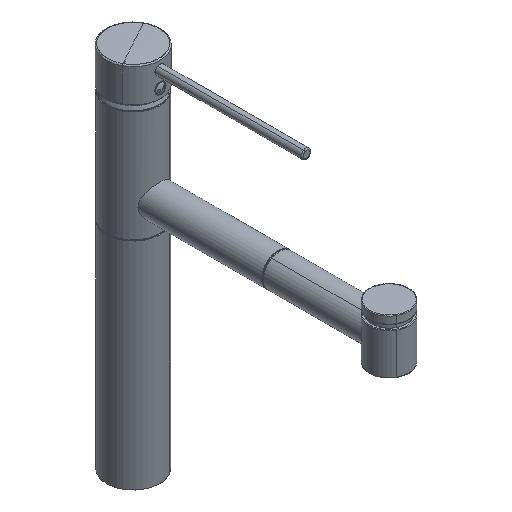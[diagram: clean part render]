
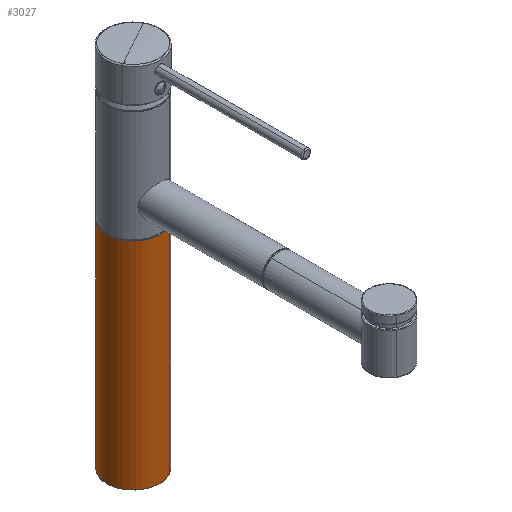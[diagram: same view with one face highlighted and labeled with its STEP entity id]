
A CAD part, isometric view. The second image highlights one B-rep face of the part: STEP entity #3027.
In plain terms, the highlighted cylindrical face has radius 22.9 mm (diameter 45.8 mm), a partial arc.
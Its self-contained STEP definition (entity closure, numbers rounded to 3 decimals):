
#2988=CARTESIAN_POINT('Axis2P3D Location',(0.,0.,-81.85)) ;
#2993=CARTESIAN_POINT('Line Origine',(10.979,-20.097,-81.85)) ;
#2997=CARTESIAN_POINT('Vertex',(10.979,-20.097,11.2)) ;
#2999=CARTESIAN_POINT('Vertex',(10.979,-20.097,-174.9)) ;
#3002=CARTESIAN_POINT('Axis2P3D Location',(0.,0.,11.2)) ;
#3006=CARTESIAN_POINT('Vertex',(-10.979,20.097,11.2)) ;
#3009=CARTESIAN_POINT('Line Origine',(-10.979,20.097,-81.85)) ;
#3013=CARTESIAN_POINT('Vertex',(-10.979,20.097,-174.9)) ;
#3016=CARTESIAN_POINT('Axis2P3D Location',(0.,0.,-174.9)) ;
#2995=VECTOR('Line Direction',#2994,1.) ;
#3011=VECTOR('Line Direction',#3010,1.) ;
#2989=DIRECTION('Axis2P3D Direction',(0.,-0.,1.)) ;
#2990=DIRECTION('Axis2P3D XDirection',(-0.479,0.878,0.)) ;
#2994=DIRECTION('Vector Direction',(0.,0.,1.)) ;
#3003=DIRECTION('Axis2P3D Direction',(0.,-0.,1.)) ;
#3010=DIRECTION('Vector Direction',(0.,0.,1.)) ;
#3017=DIRECTION('Axis2P3D Direction',(0.,-0.,1.)) ;
#2991=AXIS2_PLACEMENT_3D('Cylinder Axis2P3D',#2988,#2989,#2990) ;
#3004=AXIS2_PLACEMENT_3D('Circle Axis2P3D',#3002,#3003,$) ;
#3018=AXIS2_PLACEMENT_3D('Circle Axis2P3D',#3016,#3017,$) ;
#2996=LINE('Line',#2993,#2995) ;
#3012=LINE('Line',#3009,#3011) ;
#3005=CIRCLE('generated circle',#3004,22.9) ;
#3019=CIRCLE('generated circle',#3018,22.9) ;
#2992=CYLINDRICAL_SURFACE('generated cylinder',#2991,22.9) ;
#3001=EDGE_CURVE('',#2998,#3000,#2996,.F.) ;
#3008=EDGE_CURVE('',#3007,#2998,#3005,.T.) ;
#3015=EDGE_CURVE('',#3014,#3007,#3012,.T.) ;
#3020=EDGE_CURVE('',#3000,#3014,#3019,.F.) ;
#3022=ORIENTED_EDGE('',*,*,#3001,.F.) ;
#3023=ORIENTED_EDGE('',*,*,#3008,.F.) ;
#3024=ORIENTED_EDGE('',*,*,#3015,.F.) ;
#3025=ORIENTED_EDGE('',*,*,#3020,.F.) ;
#3021=EDGE_LOOP('',(#3022,#3023,#3024,#3025)) ;
#2998=VERTEX_POINT('',#2997) ;
#3000=VERTEX_POINT('',#2999) ;
#3007=VERTEX_POINT('',#3006) ;
#3014=VERTEX_POINT('',#3013) ;
#3027=ADVANCED_FACE('P42663.1\\PartBody',(#3026),#2992,.T.) ;
#3026=FACE_OUTER_BOUND('',#3021,.T.) ;
